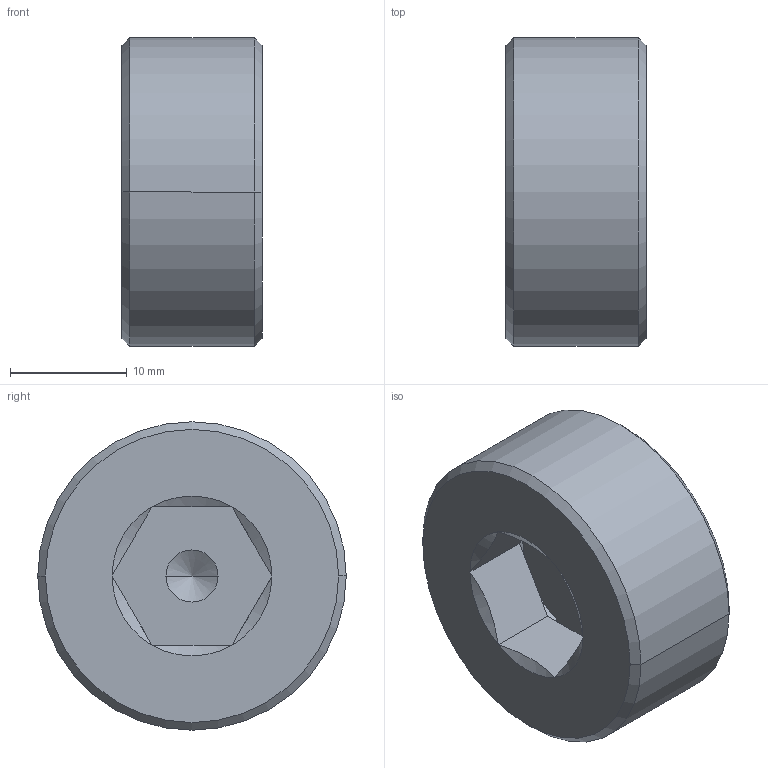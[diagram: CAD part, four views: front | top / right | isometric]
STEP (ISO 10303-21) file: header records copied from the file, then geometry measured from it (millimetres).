
FILE_DESCRIPTION (( 'STEP AP203' ), '1' );
FILE_NAME ('1.STEP', '2012-06-13T05:44:27', ( 'User' ), ( 'Microsoft' ), 'SwSTEP 2.0', 'SolidWorks 2006104', '' );
FILE_SCHEMA (( 'CONFIG_CONTROL_DESIGN' ));
Length unit declared in the file: millimetre
Products named in the file (1): 1
Bounding box: 12 x 26.44 x 26.44 mm (x, y, z)
Volume: 5692.7 mm3; surface area: 2382.1 mm2
Topology: 1 solids, 1 shells, 26 faces, 50 edges, 27 vertices
Faces by surface type: cone 12, plane 10, cylinder 4
Entity records: 755 total; most frequent: CARTESIAN_POINT 160, DIRECTION 116, ORIENTED_EDGE 96, EDGE_CURVE 48, AXIS2_PLACEMENT_3D 47, EDGE_LOOP 29, VERTEX_POINT 27, ADVANCED_FACE 26
